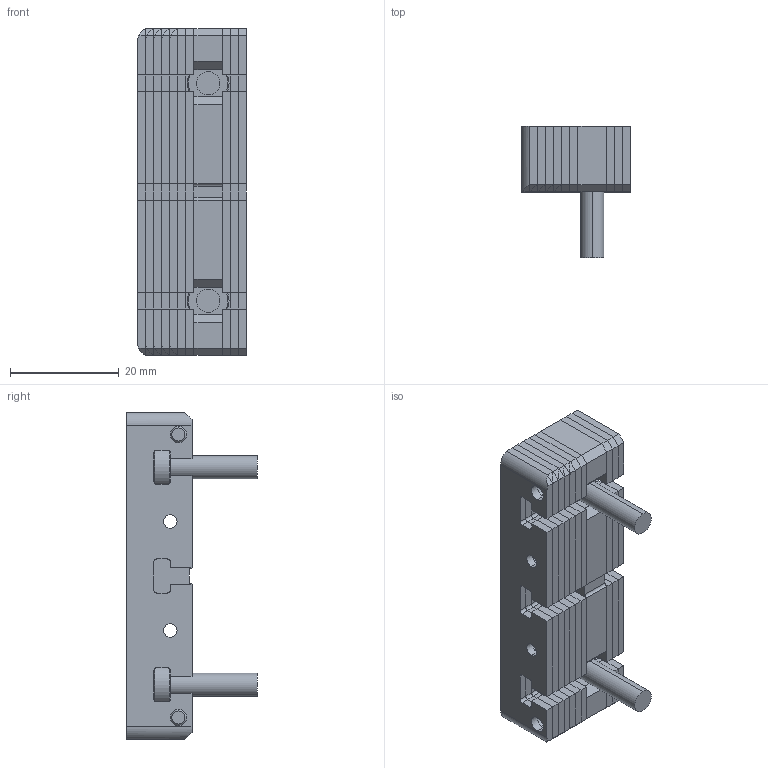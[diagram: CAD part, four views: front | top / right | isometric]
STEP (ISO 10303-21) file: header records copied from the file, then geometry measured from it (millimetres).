
FILE_DESCRIPTION (( 'STEP AP203' ), '1' );
FILE_NAME ('3b17.STEP', '2023-01-10T14:40:10', ( '' ), ( '' ), 'SwSTEP 2.0', 'SolidWorks 2019', '' );
FILE_SCHEMA (( 'CONFIG_CONTROL_DESIGN' ));
Length unit declared in the file: millimetre
Products named in the file (6): Lamela_60_R d2b19ea23a6ca0a8cbb89f2f703a753c; Bolt_60 d2b19ea23a6ca0a8cbb89f2f703a753c; 3b17; Pin_60 d2b19ea23a6ca0a8cbb89f2f703a753c; Lamela_60 d2b19ea23a6ca0a8cbb89f2f703a753c; Lamellar_Gas_Vent_ISGL60 d2b19ea23a6ca0a8cbb89f2f703a753c
Assembly tree (28 placements, depth 2):
  3b17
    Lamellar_Gas_Vent_ISGL60 d2b19ea23a6ca0a8cbb89f2f703a753c
    Lamela_60 d2b19ea23a6ca0a8cbb89f2f703a753c  x18
    Lamela_60_R d2b19ea23a6ca0a8cbb89f2f703a753c  x5
    Bolt_60 d2b19ea23a6ca0a8cbb89f2f703a753c  x2
    Pin_60 d2b19ea23a6ca0a8cbb89f2f703a753c  x2
Bounding box: 20 x 24 x 60 mm (x, y, z)
Volume: 28854.6 mm3; surface area: 46753.8 mm2
Topology: 33 solids, 33 shells, 1536 faces, 4388 edges, 2920 vertices
Faces by surface type: plane 922, cylinder 598, cone 16
Entity records: 8400 total; most frequent: DIRECTION 1274, CARTESIAN_POINT 1258, ORIENTED_EDGE 1208, EDGE_CURVE 604, VECTOR 426, LINE 426, AXIS2_PLACEMENT_3D 424, VERTEX_POINT 400
